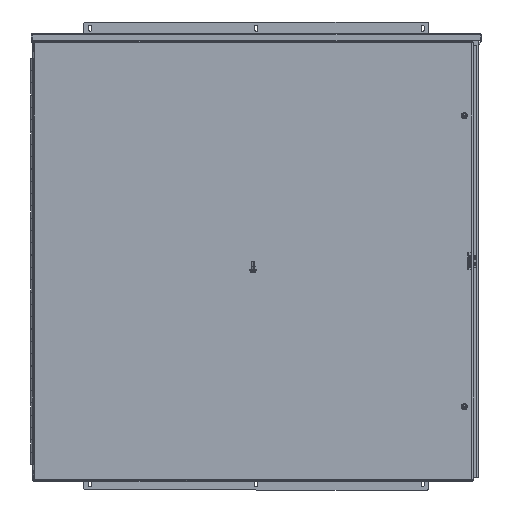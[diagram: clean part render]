
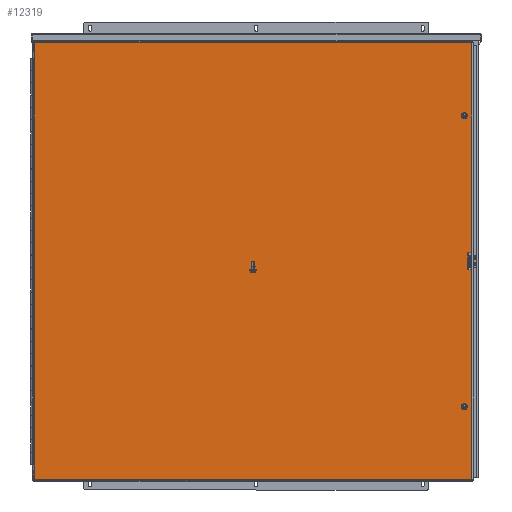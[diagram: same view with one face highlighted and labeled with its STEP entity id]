
A CAD part, front view. The second image highlights one B-rep face of the part: STEP entity #12319.
In plain terms, the highlighted planar face has unit normal (0, -1, 0).
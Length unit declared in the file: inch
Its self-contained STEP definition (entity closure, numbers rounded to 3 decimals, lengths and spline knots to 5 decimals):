
#260 = DIRECTION ( 'NONE',  ( 0., -1., 0. ) ) ;
#809 = FACE_OUTER_BOUND ( 'NONE', #20753, .T. ) ;
#1232 = CARTESIAN_POINT ( 'NONE',  ( 17.45975, -12.172, 0.259 ) ) ;
#2257 = AXIS2_PLACEMENT_3D ( 'NONE', #11348, #22839, #19866 ) ;
#2419 = LINE ( 'NONE', #13741, #17161 ) ;
#2543 = VERTEX_POINT ( 'NONE', #24687 ) ;
#2834 = ORIENTED_EDGE ( 'NONE', *, *, #15246, .T. ) ;
#3590 = FACE_BOUND ( 'NONE', #35232, .T. ) ;
#3624 = ORIENTED_EDGE ( 'NONE', *, *, #8455, .T. ) ;
#4002 = DIRECTION ( 'NONE',  ( 0., 0., -1. ) ) ;
#4394 = VERTEX_POINT ( 'NONE', #1232 ) ;
#4452 = CARTESIAN_POINT ( 'NONE',  ( 16.884, -12.172, 11.384 ) ) ;
#4583 = CARTESIAN_POINT ( 'NONE',  ( 16.751, -12.172, -12.241 ) ) ;
#5199 = CARTESIAN_POINT ( 'NONE',  ( 17.508, -12.172, -18.163 ) ) ;
#5402 = DIRECTION ( 'NONE',  ( 0., 0., -1. ) ) ;
#6034 = DIRECTION ( 'NONE',  ( 1., 0., 0. ) ) ;
#6587 = LINE ( 'NONE', #14720, #26218 ) ;
#6714 = DIRECTION ( 'NONE',  ( 1., 0., 0. ) ) ;
#6812 = CARTESIAN_POINT ( 'NONE',  ( -18.026, -12.172, -18.163 ) ) ;
#6885 = DIRECTION ( 'NONE',  ( 0., 1., 0. ) ) ;
#6956 = EDGE_CURVE ( 'NONE', #2543, #28162, #19309, .T. ) ;
#7149 = VERTEX_POINT ( 'NONE', #29506 ) ;
#7351 = DIRECTION ( 'NONE',  ( 0., 0., 1. ) ) ;
#7491 = VECTOR ( 'NONE', #11200, 39.37008 ) ;
#7744 = ORIENTED_EDGE ( 'NONE', *, *, #12106, .T. ) ;
#8235 = LINE ( 'NONE', #36633, #7491 ) ;
#8455 = EDGE_CURVE ( 'NONE', #7149, #10770, #32665, .T. ) ;
#8744 = EDGE_CURVE ( 'NONE', #17034, #26655, #20361, .T. ) ;
#9700 = CARTESIAN_POINT ( 'NONE',  ( -18.026, -12.172, 17.306 ) ) ;
#10140 = ORIENTED_EDGE ( 'NONE', *, *, #11708, .T. ) ;
#10527 = VERTEX_POINT ( 'NONE', #4583 ) ;
#10731 = ORIENTED_EDGE ( 'NONE', *, *, #30243, .T. ) ;
#10770 = VERTEX_POINT ( 'NONE', #20160 ) ;
#11200 = DIRECTION ( 'NONE',  ( 1., 0., 0. ) ) ;
#11348 = CARTESIAN_POINT ( 'NONE',  ( 16.884, -12.172, -12.241 ) ) ;
#11708 = EDGE_CURVE ( 'NONE', #18713, #21538, #11742, .T. ) ;
#11742 = CIRCLE ( 'NONE', #30752, 0.133 ) ;
#12106 = EDGE_CURVE ( 'NONE', #10770, #28966, #15303, .T. ) ;
#12319 = ADVANCED_FACE ( 'NONE', ( #809, #3590, #15082, #17514 ), #28842, .T. ) ;
#12816 = DIRECTION ( 'NONE',  ( 1., 0., 0. ) ) ;
#13096 = CARTESIAN_POINT ( 'NONE',  ( 17.14725, -12.172, 0.259 ) ) ;
#13148 = ORIENTED_EDGE ( 'NONE', *, *, #17110, .T. ) ;
#13270 = ORIENTED_EDGE ( 'NONE', *, *, #27856, .T. ) ;
#13741 = CARTESIAN_POINT ( 'NONE',  ( 17.45975, -12.172, -1.116 ) ) ;
#14041 = AXIS2_PLACEMENT_3D ( 'NONE', #34925, #35125, #12816 ) ;
#14187 = LINE ( 'NONE', #22559, #30897 ) ;
#14244 = VECTOR ( 'NONE', #4002, 39.37008 ) ;
#14384 = EDGE_CURVE ( 'NONE', #4394, #7149, #2419, .T. ) ;
#14653 = VERTEX_POINT ( 'NONE', #20951 ) ;
#14720 = CARTESIAN_POINT ( 'NONE',  ( 17.45975, -12.172, 0.259 ) ) ;
#15082 = FACE_BOUND ( 'NONE', #32811, .T. ) ;
#15246 = EDGE_CURVE ( 'NONE', #28162, #17034, #14187, .T. ) ;
#15303 = LINE ( 'NONE', #13096, #15316 ) ;
#15316 = VECTOR ( 'NONE', #7351, 39.37008 ) ;
#15884 = EDGE_CURVE ( 'NONE', #21538, #18713, #26780, .T. ) ;
#16438 = EDGE_CURVE ( 'NONE', #28966, #4394, #6587, .T. ) ;
#16447 = ORIENTED_EDGE ( 'NONE', *, *, #15884, .T. ) ;
#17034 = VERTEX_POINT ( 'NONE', #9700 ) ;
#17110 = EDGE_CURVE ( 'NONE', #14653, #10527, #18789, .T. ) ;
#17161 = VECTOR ( 'NONE', #5402, 39.37008 ) ;
#17514 = FACE_BOUND ( 'NONE', #32132, .T. ) ;
#18713 = VERTEX_POINT ( 'NONE', #33311 ) ;
#18789 = CIRCLE ( 'NONE', #14041, 0.133 ) ;
#19309 = LINE ( 'NONE', #5199, #23098 ) ;
#19866 = DIRECTION ( 'NONE',  ( 1., 0., 0. ) ) ;
#20160 = CARTESIAN_POINT ( 'NONE',  ( 17.14725, -12.172, -1.116 ) ) ;
#20308 = CARTESIAN_POINT ( 'NONE',  ( 17.508, -12.172, -18.163 ) ) ;
#20361 = LINE ( 'NONE', #6812, #14244 ) ;
#20513 = CARTESIAN_POINT ( 'NONE',  ( 16.751, -12.172, 11.384 ) ) ;
#20753 = EDGE_LOOP ( 'NONE', ( #2834, #25748, #13270, #24065 ) ) ;
#20951 = CARTESIAN_POINT ( 'NONE',  ( 17.017, -12.172, -12.241 ) ) ;
#21246 = ORIENTED_EDGE ( 'NONE', *, *, #14384, .T. ) ;
#21538 = VERTEX_POINT ( 'NONE', #20513 ) ;
#22459 = DIRECTION ( 'NONE',  ( 0., 0., 1. ) ) ;
#22559 = CARTESIAN_POINT ( 'NONE',  ( 17.508, -12.172, 17.306 ) ) ;
#22839 = DIRECTION ( 'NONE',  ( 0., 1., 0. ) ) ;
#23098 = VECTOR ( 'NONE', #22459, 39.37008 ) ;
#24065 = ORIENTED_EDGE ( 'NONE', *, *, #6956, .T. ) ;
#24687 = CARTESIAN_POINT ( 'NONE',  ( 17.508, -12.172, -18.163 ) ) ;
#25380 = CARTESIAN_POINT ( 'NONE',  ( 16.884, -12.172, 11.384 ) ) ;
#25748 = ORIENTED_EDGE ( 'NONE', *, *, #8744, .T. ) ;
#25929 = CARTESIAN_POINT ( 'NONE',  ( 17.14725, -12.172, 0.259 ) ) ;
#26016 = AXIS2_PLACEMENT_3D ( 'NONE', #20308, #260, #6034 ) ;
#26218 = VECTOR ( 'NONE', #28853, 39.37008 ) ;
#26655 = VERTEX_POINT ( 'NONE', #34575 ) ;
#26780 = CIRCLE ( 'NONE', #28581, 0.133 ) ;
#27856 = EDGE_CURVE ( 'NONE', #26655, #2543, #8235, .T. ) ;
#27887 = VECTOR ( 'NONE', #32841, 39.37008 ) ;
#28162 = VERTEX_POINT ( 'NONE', #34006 ) ;
#28314 = DIRECTION ( 'NONE',  ( -1., 0., 0. ) ) ;
#28360 = DIRECTION ( 'NONE',  ( 1., 0., 0. ) ) ;
#28581 = AXIS2_PLACEMENT_3D ( 'NONE', #25380, #33942, #28360 ) ;
#28842 = PLANE ( 'NONE',  #26016 ) ;
#28853 = DIRECTION ( 'NONE',  ( 1., 0., 0. ) ) ;
#28929 = ORIENTED_EDGE ( 'NONE', *, *, #16438, .T. ) ;
#28950 = CIRCLE ( 'NONE', #2257, 0.133 ) ;
#28966 = VERTEX_POINT ( 'NONE', #25929 ) ;
#29506 = CARTESIAN_POINT ( 'NONE',  ( 17.45975, -12.172, -1.116 ) ) ;
#30243 = EDGE_CURVE ( 'NONE', #10527, #14653, #28950, .T. ) ;
#30752 = AXIS2_PLACEMENT_3D ( 'NONE', #4452, #6885, #6714 ) ;
#30897 = VECTOR ( 'NONE', #28314, 39.37008 ) ;
#32132 = EDGE_LOOP ( 'NONE', ( #13148, #10731 ) ) ;
#32665 = LINE ( 'NONE', #33395, #27887 ) ;
#32811 = EDGE_LOOP ( 'NONE', ( #21246, #3624, #7744, #28929 ) ) ;
#32841 = DIRECTION ( 'NONE',  ( -1., 0., 0. ) ) ;
#33311 = CARTESIAN_POINT ( 'NONE',  ( 17.017, -12.172, 11.384 ) ) ;
#33395 = CARTESIAN_POINT ( 'NONE',  ( 17.14725, -12.172, -1.116 ) ) ;
#33942 = DIRECTION ( 'NONE',  ( 0., 1., 0. ) ) ;
#34006 = CARTESIAN_POINT ( 'NONE',  ( 17.508, -12.172, 17.306 ) ) ;
#34575 = CARTESIAN_POINT ( 'NONE',  ( -18.026, -12.172, -18.163 ) ) ;
#34925 = CARTESIAN_POINT ( 'NONE',  ( 16.884, -12.172, -12.241 ) ) ;
#35125 = DIRECTION ( 'NONE',  ( 0., 1., 0. ) ) ;
#35232 = EDGE_LOOP ( 'NONE', ( #10140, #16447 ) ) ;
#36633 = CARTESIAN_POINT ( 'NONE',  ( 17.508, -12.172, -18.163 ) ) ;
